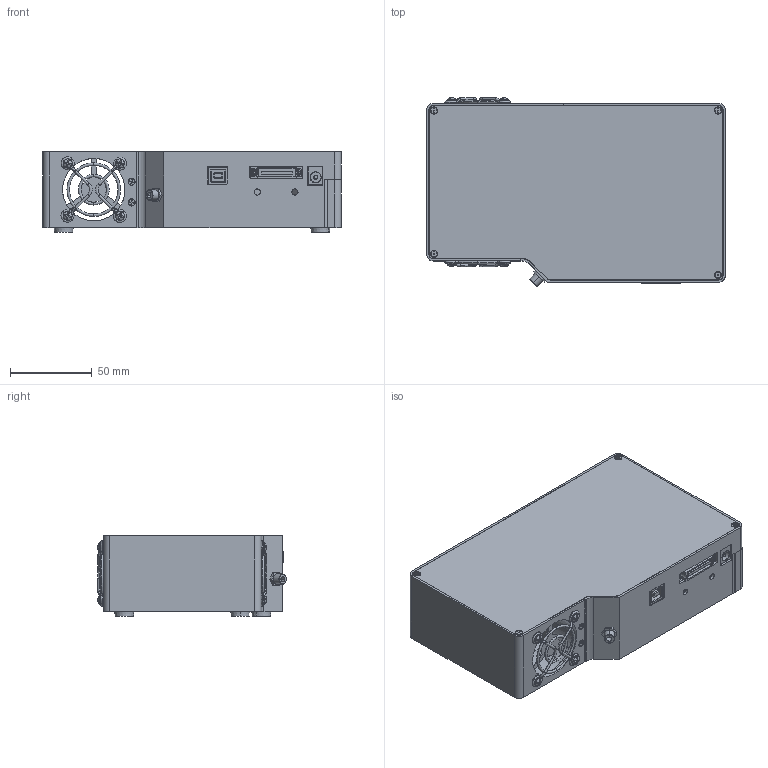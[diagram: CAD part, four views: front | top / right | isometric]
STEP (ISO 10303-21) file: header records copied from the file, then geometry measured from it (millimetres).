
FILE_DESCRIPTION (( 'STEP AP203' ), '1' );
FILE_NAME ('016-70000-000_Customer Drawing.STEP', '2025-04-09T16:18:35', ( '' ), ( '' ), 'SwSTEP 2.0', 'SolidWorks 2023', '' );
FILE_SCHEMA (( 'CONFIG_CONTROL_DESIGN' ));
Length unit declared in the file: millimetre
Products named in the file (1): 016-70000-000_Customer Drawing
Bounding box: 182.34 x 115.29 x 49.26 mm (x, y, z)
Volume: 262503.2 mm3; surface area: 158935.8 mm2
Topology: 46 solids, 46 shells, 1620 faces, 4181 edges, 2672 vertices
Faces by surface type: plane 806, cylinder 489, bspline 166, cone 80, sphere 44, torus 35
Entity records: 56626 total; most frequent: CARTESIAN_POINT 17225, ORIENTED_EDGE 8276, DIRECTION 8016, EDGE_CURVE 4138, AXIS2_PLACEMENT_3D 2797, VERTEX_POINT 2672, LINE 2422, VECTOR 2422
